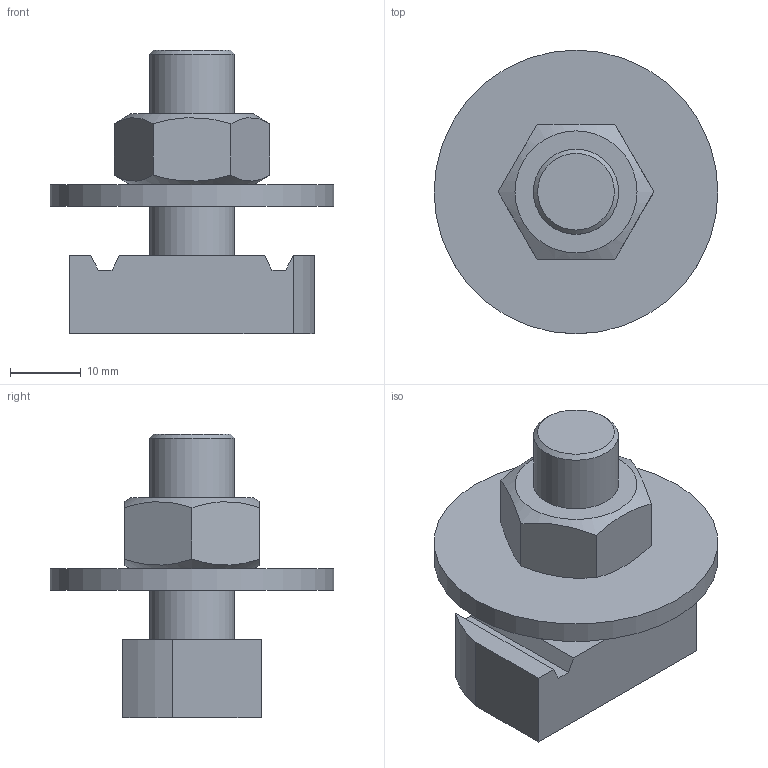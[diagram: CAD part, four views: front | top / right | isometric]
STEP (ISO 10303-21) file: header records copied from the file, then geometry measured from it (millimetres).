
FILE_DESCRIPTION((''),'2;1');
FILE_NAME('151169.stp','2013-04-03T08:47:06',('DMK009'),(''),'Autodesk Inventor 2012','Autodesk Inventor 2012','');
FILE_SCHEMA(('AUTOMOTIVE_DESIGN { 1 0 10303 214 1 1 1 1 }'));
Length unit declared in the file: millimetre
Products named in the file (1): 151169
Bounding box: 40 x 40 x 40 mm (x, y, z)
Volume: 15552.6 mm3; surface area: 6746.9 mm2
Topology: 1 solids, 1 shells, 36 faces, 82 edges, 53 vertices
Faces by surface type: plane 25, cylinder 6, cone 5
Full cylindrical faces by diameter (mm): 12 x2, 13 x1, 40 x1
Entity records: 989 total; most frequent: CARTESIAN_POINT 183, DIRECTION 150, ORIENTED_EDGE 142, EDGE_CURVE 71, AXIS2_PLACEMENT_3D 54, VERTEX_POINT 51, EDGE_LOOP 50, VECTOR 42
